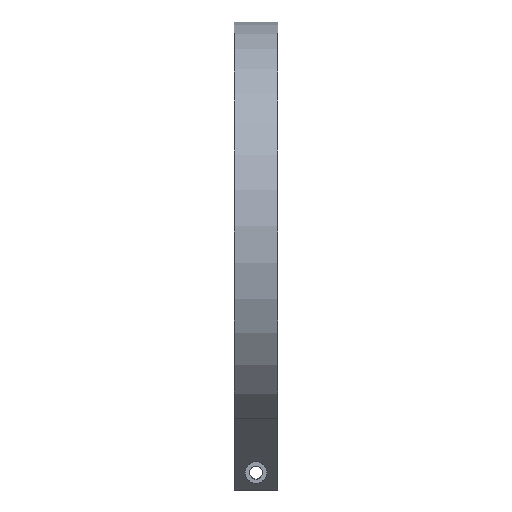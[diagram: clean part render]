
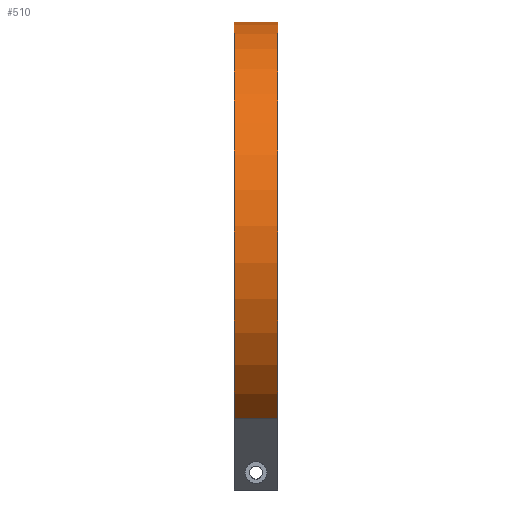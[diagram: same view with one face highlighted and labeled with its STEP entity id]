
A CAD part, left-side view. The second image highlights one B-rep face of the part: STEP entity #510.
In plain terms, the highlighted cylindrical face has radius 51 mm (diameter 102 mm), a partial arc.
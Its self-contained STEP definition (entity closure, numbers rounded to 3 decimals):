
#6 = ORIENTED_EDGE ( 'NONE', *, *, #521, .F. ) ;
#8 = EDGE_CURVE ( 'NONE', #278, #470, #101, .T. ) ;
#18 = CARTESIAN_POINT ( 'NONE',  ( -31.003, 0., -40.495 ) ) ;
#20 = CIRCLE ( 'NONE', #308, 51. ) ;
#31 = LINE ( 'NONE', #555, #396 ) ;
#46 = CYLINDRICAL_SURFACE ( 'NONE', #346, 51. ) ;
#101 = LINE ( 'NONE', #153, #574 ) ;
#109 = VERTEX_POINT ( 'NONE', #466 ) ;
#125 = VERTEX_POINT ( 'NONE', #534 ) ;
#153 = CARTESIAN_POINT ( 'NONE',  ( -31.003, 0., -40.495 ) ) ;
#165 = CIRCLE ( 'NONE', #315, 51. ) ;
#167 = DIRECTION ( 'NONE',  ( 0., 0., 1. ) ) ;
#169 = EDGE_LOOP ( 'NONE', ( #468, #456, #6, #414 ) ) ;
#183 = DIRECTION ( 'NONE',  ( 0., 1., 0. ) ) ;
#226 = CARTESIAN_POINT ( 'NONE',  ( 0., 0., 0. ) ) ;
#236 = CARTESIAN_POINT ( 'NONE',  ( -31.003, 10., -40.495 ) ) ;
#244 = FACE_OUTER_BOUND ( 'NONE', #169, .T. ) ;
#270 = DIRECTION ( 'NONE',  ( 0., 1., 0. ) ) ;
#273 = DIRECTION ( 'NONE',  ( 0., 1., 0. ) ) ;
#278 = VERTEX_POINT ( 'NONE', #18 ) ;
#283 = DIRECTION ( 'NONE',  ( 0., 0., 1. ) ) ;
#308 = AXIS2_PLACEMENT_3D ( 'NONE', #226, #552, #283 ) ;
#315 = AXIS2_PLACEMENT_3D ( 'NONE', #547, #273, #587 ) ;
#322 = CARTESIAN_POINT ( 'NONE',  ( 0., 0., 0. ) ) ;
#346 = AXIS2_PLACEMENT_3D ( 'NONE', #322, #270, #167 ) ;
#374 = EDGE_CURVE ( 'NONE', #278, #109, #20, .T. ) ;
#396 = VECTOR ( 'NONE', #183, 1000. ) ;
#414 = ORIENTED_EDGE ( 'NONE', *, *, #8, .F. ) ;
#431 = EDGE_CURVE ( 'NONE', #109, #125, #31, .T. ) ;
#456 = ORIENTED_EDGE ( 'NONE', *, *, #431, .T. ) ;
#466 = CARTESIAN_POINT ( 'NONE',  ( 0., 0., 51. ) ) ;
#468 = ORIENTED_EDGE ( 'NONE', *, *, #374, .T. ) ;
#470 = VERTEX_POINT ( 'NONE', #236 ) ;
#510 = ADVANCED_FACE ( 'NONE', ( #244 ), #46, .T. ) ;
#521 = EDGE_CURVE ( 'NONE', #470, #125, #165, .T. ) ;
#524 = DIRECTION ( 'NONE',  ( 0., 1., 0. ) ) ;
#534 = CARTESIAN_POINT ( 'NONE',  ( 0., 10., 51. ) ) ;
#547 = CARTESIAN_POINT ( 'NONE',  ( 0., 10., 0. ) ) ;
#552 = DIRECTION ( 'NONE',  ( 0., 1., 0. ) ) ;
#555 = CARTESIAN_POINT ( 'NONE',  ( 0., 0., 51. ) ) ;
#574 = VECTOR ( 'NONE', #524, 1000. ) ;
#587 = DIRECTION ( 'NONE',  ( 0., 0., 1. ) ) ;
